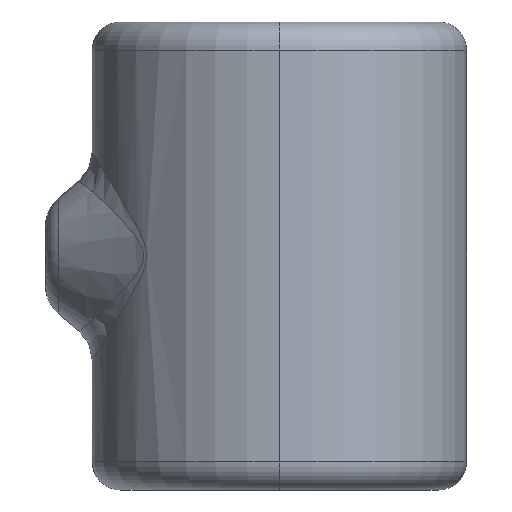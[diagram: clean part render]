
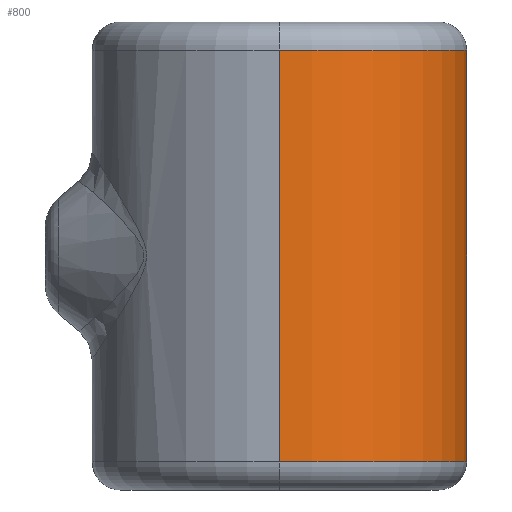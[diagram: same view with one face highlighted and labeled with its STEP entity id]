
A CAD part, left-side view. The second image highlights one B-rep face of the part: STEP entity #800.
In plain terms, the highlighted cylindrical face has radius 20 mm (diameter 40 mm), a partial arc.
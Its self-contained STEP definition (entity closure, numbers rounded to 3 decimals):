
#713 = ORIENTED_EDGE ( 'NONE', *, *, #714, .T. ) ;
#714 = EDGE_CURVE ( 'NONE', #821, #715, #1484, .T. ) ;
#715 = VERTEX_POINT ( 'NONE', #1483 ) ;
#716 = ORIENTED_EDGE ( 'NONE', *, *, #756, .T. ) ;
#756 = EDGE_CURVE ( 'NONE', #715, #841, #1573, .T. ) ;
#793 = EDGE_CURVE ( 'NONE', #818, #821, #2067, .T. ) ;
#800 = ADVANCED_FACE ( 'NONE', ( #2035 ), #2033, .T. ) ;
#801 = EDGE_LOOP ( 'NONE', ( #802, #804, #806, #713, #716 ) ) ;
#802 = ORIENTED_EDGE ( 'NONE', *, *, #803, .T. ) ;
#803 = EDGE_CURVE ( 'NONE', #841, #840, #2065, .T. ) ;
#804 = ORIENTED_EDGE ( 'NONE', *, *, #805, .T. ) ;
#805 = EDGE_CURVE ( 'NONE', #840, #818, #2123, .T. ) ;
#806 = ORIENTED_EDGE ( 'NONE', *, *, #793, .T. ) ;
#818 = VERTEX_POINT ( 'NONE', #2208 ) ;
#821 = VERTEX_POINT ( 'NONE', #2207 ) ;
#840 = VERTEX_POINT ( 'NONE', #2159 ) ;
#841 = VERTEX_POINT ( 'NONE', #2158 ) ;
#1479 = CARTESIAN_POINT ( 'NONE',  ( 0., -20., 25. ) ) ;
#1480 = CARTESIAN_POINT ( 'NONE',  ( 11.716, -20., 12.113 ) ) ;
#1481 = CARTESIAN_POINT ( 'NONE',  ( 20., -11.716, 3. ) ) ;
#1482 = CARTESIAN_POINT ( 'NONE',  ( 20., 0., 3. ) ) ;
#1483 = CARTESIAN_POINT ( 'NONE',  ( 0., -20., 25. ) ) ;
#1484 =( BOUNDED_CURVE ( )  B_SPLINE_CURVE ( 3, ( #1482, #1481, #1480, #1479 ),
 .UNSPECIFIED., .F., .F. ) 
 B_SPLINE_CURVE_WITH_KNOTS ( ( 4, 4 ),
 ( 0., 1.571 ),
 .UNSPECIFIED. ) 
 CURVE ( )  GEOMETRIC_REPRESENTATION_ITEM ( )  RATIONAL_B_SPLINE_CURVE ( ( 1., 0.805, 0.805, 1. ) ) 
 REPRESENTATION_ITEM ( '' )  );
#1569 = CARTESIAN_POINT ( 'NONE',  ( 20., 0., 47. ) ) ;
#1570 = CARTESIAN_POINT ( 'NONE',  ( 20., -11.716, 47. ) ) ;
#1571 = CARTESIAN_POINT ( 'NONE',  ( 11.716, -20., 37.887 ) ) ;
#1572 = CARTESIAN_POINT ( 'NONE',  ( 0., -20., 25. ) ) ;
#1573 =( BOUNDED_CURVE ( )  B_SPLINE_CURVE ( 3, ( #1572, #1571, #1570, #1569 ),
 .UNSPECIFIED., .F., .F. ) 
 B_SPLINE_CURVE_WITH_KNOTS ( ( 4, 4 ),
 ( 4.712, 6.283 ),
 .UNSPECIFIED. ) 
 CURVE ( )  GEOMETRIC_REPRESENTATION_ITEM ( )  RATIONAL_B_SPLINE_CURVE ( ( 1., 0.805, 0.805, 1. ) ) 
 REPRESENTATION_ITEM ( '' )  );
#2033 = CYLINDRICAL_SURFACE ( 'NONE', #2034, 20. ) ;
#2034 = AXIS2_PLACEMENT_3D ( 'NONE', #2064, #2063, #2062 ) ;
#2035 = FACE_OUTER_BOUND ( 'NONE', #801, .T. ) ;
#2062 = DIRECTION ( 'NONE',  ( -1., 0., 0. ) ) ;
#2063 = DIRECTION ( 'NONE',  ( 0., 0., -1. ) ) ;
#2064 = CARTESIAN_POINT ( 'NONE',  ( 0., 0., 50. ) ) ;
#2065 = CIRCLE ( 'NONE', #2127, 20. ) ;
#2066 = AXIS2_PLACEMENT_3D ( 'NONE', #2220, #2219, #2247 ) ;
#2067 = CIRCLE ( 'NONE', #2066, 20. ) ;
#2123 = LINE ( 'NONE', #2148, #2147 ) ;
#2124 = DIRECTION ( 'NONE',  ( 1., 0., 0. ) ) ;
#2125 = DIRECTION ( 'NONE',  ( 0., 0., -1. ) ) ;
#2126 = CARTESIAN_POINT ( 'NONE',  ( 0., 0., 47. ) ) ;
#2127 = AXIS2_PLACEMENT_3D ( 'NONE', #2126, #2125, #2124 ) ;
#2146 = DIRECTION ( 'NONE',  ( 0., 0., -1. ) ) ;
#2147 = VECTOR ( 'NONE', #2146, 1000. ) ;
#2148 = CARTESIAN_POINT ( 'NONE',  ( -20., 0., 50. ) ) ;
#2158 = CARTESIAN_POINT ( 'NONE',  ( 20., 0., 47. ) ) ;
#2159 = CARTESIAN_POINT ( 'NONE',  ( -20., 0., 47. ) ) ;
#2207 = CARTESIAN_POINT ( 'NONE',  ( 20., 0., 3. ) ) ;
#2208 = CARTESIAN_POINT ( 'NONE',  ( -20., 0., 3. ) ) ;
#2219 = DIRECTION ( 'NONE',  ( 0., 0., 1. ) ) ;
#2220 = CARTESIAN_POINT ( 'NONE',  ( 0., 0., 3. ) ) ;
#2247 = DIRECTION ( 'NONE',  ( 1., 0., 0. ) ) ;
